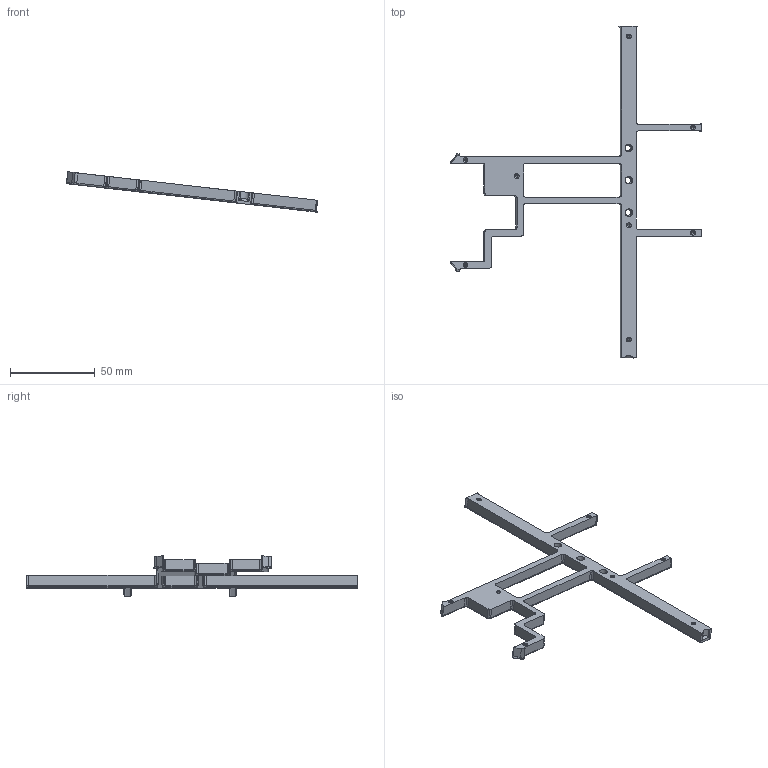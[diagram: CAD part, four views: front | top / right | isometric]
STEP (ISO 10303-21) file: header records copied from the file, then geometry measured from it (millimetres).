
FILE_DESCRIPTION(/* description */ ('Alibre Inc.'),/* implementation_level */ '2;1');
FILE_NAME(/* name */ 'export-18333DB1-0F45-43B4-ACC5-1993207BBC5F',/* time_stamp */ '2026-01-18T03:11:53-05:00',/* author */ (''),/* organization */ (''),/* preprocessor_version */ 'ST-DEVELOPER v17',/* originating_system */ 'Alibre',/* authorisation */ '');
FILE_SCHEMA (('AUTOMOTIVE_DESIGN'));
Length unit declared in the file: millimetre
Products named in the file (1): Right key separator
Bounding box: 147.99 x 195.44 x 23.76 mm (x, y, z)
Volume: 22666.3 mm3; surface area: 14035.4 mm2
Topology: 1 solids, 1 shells, 293 faces, 773 edges, 474 vertices
Faces by surface type: cylinder 168, cone 44, plane 42, torus 27, bspline 12
Entity records: 9821 total; most frequent: CARTESIAN_POINT 2609, DIRECTION 1531, ORIENTED_EDGE 1516, EDGE_CURVE 758, AXIS2_PLACEMENT_3D 634, VERTEX_POINT 475, CIRCLE 343, VECTOR 332
